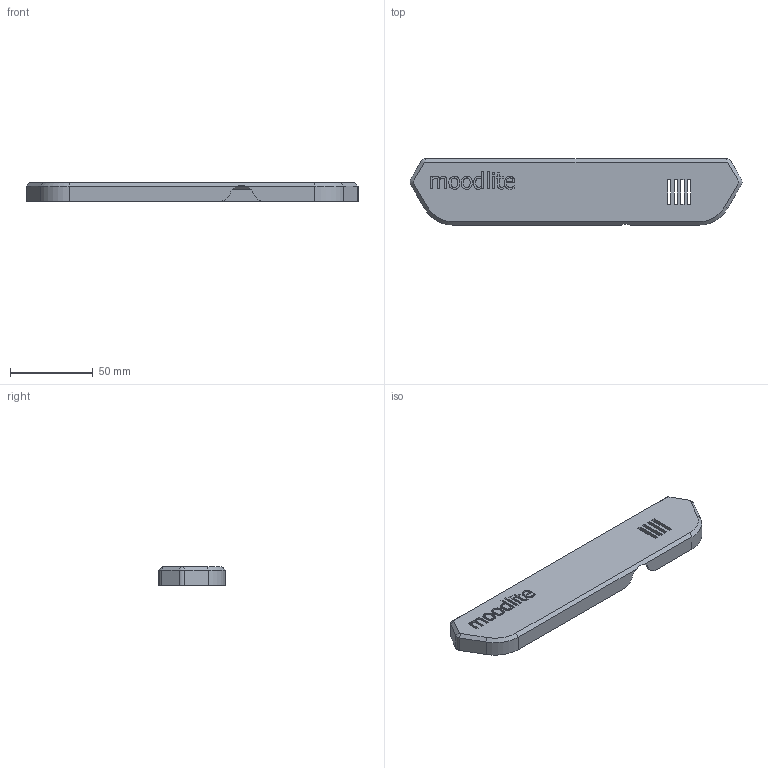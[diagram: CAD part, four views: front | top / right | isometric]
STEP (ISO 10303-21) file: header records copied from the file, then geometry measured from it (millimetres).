
FILE_DESCRIPTION(/* description */ (''),/* implementation_level */ '2;1');
FILE_NAME(/* name */ 'Power Top.stp',/* time_stamp */ '2018-12-27T18:42:57+00:00',/* author */ ('cdrsk'),/* organization */ (''),/* preprocessor_version */ 'ST-DEVELOPER v16.5',/* originating_system */ 'Autodesk Inventor 2017',/* authorisation */ '');
FILE_SCHEMA (('AUTOMOTIVE_DESIGN { 1 0 10303 214 3 1 1 }'));
Length unit declared in the file: millimetre
Products named in the file (1): Poer Lid
Bounding box: 200.66 x 40 x 11.2 mm (x, y, z)
Volume: 18501.1 mm3; surface area: 23093.2 mm2
Topology: 1 solids, 1 shells, 209 faces, 549 edges, 358 vertices
Faces by surface type: plane 125, bspline 57, cylinder 15, cone 12
Entity records: 6707 total; most frequent: CARTESIAN_POINT 1858, ORIENTED_EDGE 1098, DIRECTION 789, EDGE_CURVE 549, LINE 387, VECTOR 387, VERTEX_POINT 358, EDGE_LOOP 233
